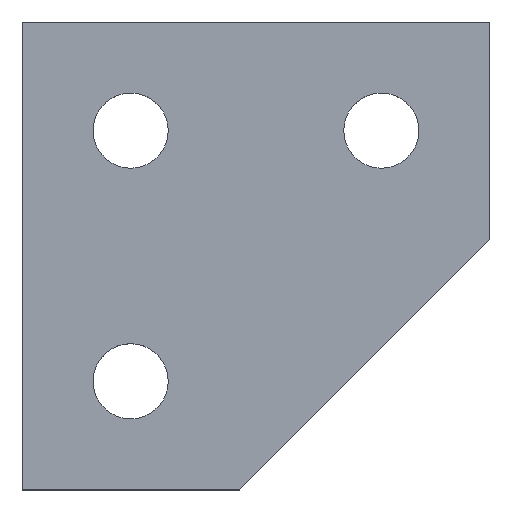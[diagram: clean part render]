
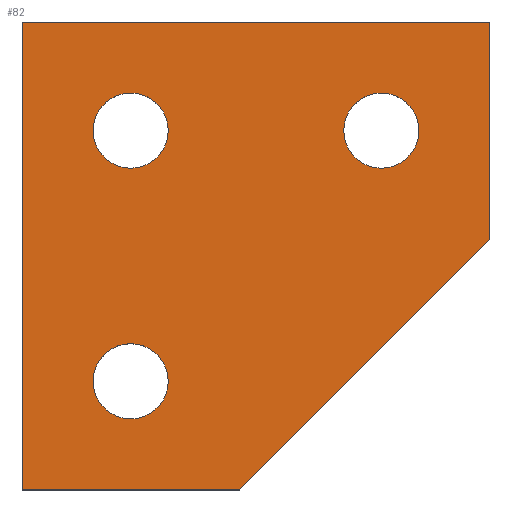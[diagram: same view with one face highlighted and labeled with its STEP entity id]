
A CAD part, top view. The second image highlights one B-rep face of the part: STEP entity #82.
In plain terms, the highlighted planar face has unit normal (0, 0, 1).
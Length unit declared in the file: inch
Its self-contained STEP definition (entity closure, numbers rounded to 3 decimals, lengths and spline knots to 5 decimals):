
#82=ADVANCED_FACE('',(#151,#152,#153,#154),#155,.T.);
#151=FACE_BOUND('',#220,.T.);
#152=FACE_BOUND('',#221,.T.);
#153=FACE_BOUND('',#222,.T.);
#154=FACE_OUTER_BOUND('',#223,.T.);
#155=PLANE('',#224);
#220=EDGE_LOOP('',(#343,#344));
#221=EDGE_LOOP('',(#345,#346));
#222=EDGE_LOOP('',(#347,#348));
#223=EDGE_LOOP('',(#349,#350,#351,#352,#353));
#224=AXIS2_PLACEMENT_3D('',#354,#355,#356);
#343=ORIENTED_EDGE('',*,*,#369,.F.);
#344=ORIENTED_EDGE('',*,*,#402,.F.);
#345=ORIENTED_EDGE('',*,*,#359,.F.);
#346=ORIENTED_EDGE('',*,*,#400,.F.);
#347=ORIENTED_EDGE('',*,*,#364,.F.);
#348=ORIENTED_EDGE('',*,*,#384,.F.);
#349=ORIENTED_EDGE('',*,*,#394,.F.);
#350=ORIENTED_EDGE('',*,*,#378,.F.);
#351=ORIENTED_EDGE('',*,*,#390,.F.);
#352=ORIENTED_EDGE('',*,*,#373,.F.);
#353=ORIENTED_EDGE('',*,*,#386,.F.);
#354=CARTESIAN_POINT('',(-0.20542,0.20542,0.25));
#355=DIRECTION('',(0.0,0.0,1.0));
#356=DIRECTION('',(1.0,0.0,0.0));
#359=EDGE_CURVE('',#406,#408,#409,.T.);
#364=EDGE_CURVE('',#415,#417,#418,.T.);
#369=EDGE_CURVE('',#424,#426,#427,.T.);
#373=EDGE_CURVE('',#432,#433,#434,.T.);
#378=EDGE_CURVE('',#441,#442,#443,.T.);
#384=EDGE_CURVE('',#417,#415,#451,.T.);
#386=EDGE_CURVE('',#453,#432,#454,.T.);
#390=EDGE_CURVE('',#433,#441,#459,.T.);
#394=EDGE_CURVE('',#442,#453,#463,.T.);
#400=EDGE_CURVE('',#408,#406,#469,.T.);
#402=EDGE_CURVE('',#426,#424,#471,.T.);
#406=VERTEX_POINT('',#475);
#408=VERTEX_POINT('',#478);
#409=CIRCLE('',#479,0.28125);
#415=VERTEX_POINT('',#486);
#417=VERTEX_POINT('',#489);
#418=CIRCLE('',#490,0.28125);
#424=VERTEX_POINT('',#497);
#426=VERTEX_POINT('',#500);
#427=CIRCLE('',#501,0.28125);
#432=VERTEX_POINT('',#507);
#433=VERTEX_POINT('',#508);
#434=LINE('',#509,#510);
#441=VERTEX_POINT('',#520);
#442=VERTEX_POINT('',#521);
#443=LINE('',#522,#523);
#451=CIRCLE('',#534,0.28125);
#453=VERTEX_POINT('',#536);
#454=LINE('',#537,#538);
#459=LINE('',#545,#546);
#463=LINE('',#551,#552);
#469=CIRCLE('',#559,0.28125);
#471=CIRCLE('',#561,0.28125);
#475=CARTESIAN_POINT('',(-0.65625,0.9375,0.25));
#478=CARTESIAN_POINT('',(-1.21875,0.9375,0.25));
#479=AXIS2_PLACEMENT_3D('',#564,#565,#566);
#486=CARTESIAN_POINT('',(1.21875,0.9375,0.25));
#489=CARTESIAN_POINT('',(0.65625,0.9375,0.25));
#490=AXIS2_PLACEMENT_3D('',#572,#573,#574);
#497=CARTESIAN_POINT('',(-0.65625,-0.9375,0.25));
#500=CARTESIAN_POINT('',(-1.21875,-0.9375,0.25));
#501=AXIS2_PLACEMENT_3D('',#580,#581,#582);
#507=CARTESIAN_POINT('',(-1.75,1.75,0.25));
#508=CARTESIAN_POINT('',(1.75,1.75,0.25));
#509=CARTESIAN_POINT('',(-1.75,1.75,0.25));
#510=VECTOR('',#587,1.0);
#520=CARTESIAN_POINT('',(1.75,0.125,0.25));
#521=CARTESIAN_POINT('',(-0.125,-1.75,0.25));
#522=CARTESIAN_POINT('',(1.75,0.125,0.25));
#523=VECTOR('',#591,1.0);
#534=AXIS2_PLACEMENT_3D('',#598,#599,#600);
#536=CARTESIAN_POINT('',(-1.75,-1.75,0.25));
#537=CARTESIAN_POINT('',(-1.75,-1.75,0.25));
#538=VECTOR('',#601,1.0);
#545=CARTESIAN_POINT('',(1.75,1.75,0.25));
#546=VECTOR('',#604,1.0);
#551=CARTESIAN_POINT('',(-0.125,-1.75,0.25));
#552=VECTOR('',#606,1.0);
#559=AXIS2_PLACEMENT_3D('',#614,#615,#616);
#561=AXIS2_PLACEMENT_3D('',#617,#618,#619);
#564=CARTESIAN_POINT('',(-0.9375,0.9375,0.25));
#565=DIRECTION('',(0.0,0.0,1.0));
#566=DIRECTION('',(1.0,0.0,0.0));
#572=CARTESIAN_POINT('',(0.9375,0.9375,0.25));
#573=DIRECTION('',(0.0,0.0,1.0));
#574=DIRECTION('',(1.0,0.0,0.0));
#580=CARTESIAN_POINT('',(-0.9375,-0.9375,0.25));
#581=DIRECTION('',(0.0,0.0,1.0));
#582=DIRECTION('',(1.0,0.0,0.0));
#587=DIRECTION('',(1.0,0.0,0.0));
#591=DIRECTION('',(-0.707,-0.707,0.0));
#598=CARTESIAN_POINT('',(0.9375,0.9375,0.25));
#599=DIRECTION('',(0.0,0.0,1.0));
#600=DIRECTION('',(1.0,0.0,0.0));
#601=DIRECTION('',(0.0,1.0,0.0));
#604=DIRECTION('',(0.,-1.0,0.0));
#606=DIRECTION('',(-1.0,0.,0.0));
#614=CARTESIAN_POINT('',(-0.9375,0.9375,0.25));
#615=DIRECTION('',(0.0,0.0,1.0));
#616=DIRECTION('',(1.0,0.0,0.0));
#617=CARTESIAN_POINT('',(-0.9375,-0.9375,0.25));
#618=DIRECTION('',(0.0,0.0,1.0));
#619=DIRECTION('',(1.0,0.0,0.0));
